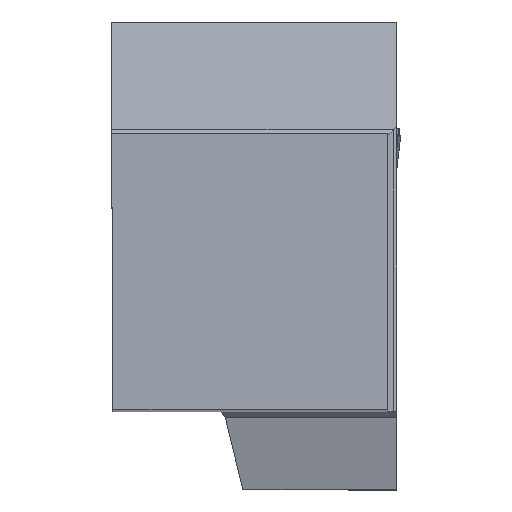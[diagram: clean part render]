
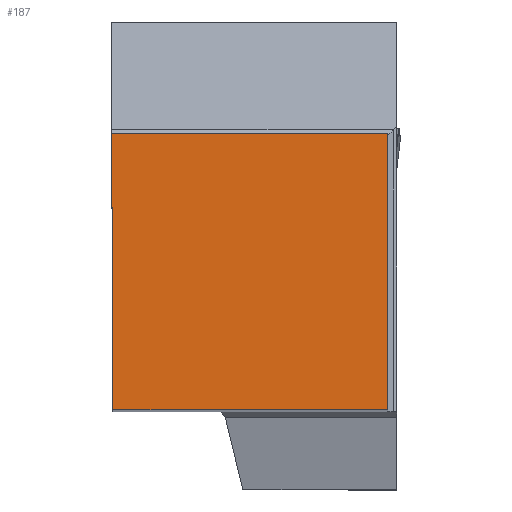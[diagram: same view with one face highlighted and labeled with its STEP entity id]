
A CAD part, top view. The second image highlights one B-rep face of the part: STEP entity #187.
In plain terms, the highlighted planar face has unit normal (0, 0, 1).
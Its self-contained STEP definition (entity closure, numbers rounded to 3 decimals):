
#187=ADVANCED_FACE('BLANK_BOXF006',(#309),#239,.F.);
#239=PLANE('',#1635);
#309=FACE_OUTER_BOUND('',#384,.T.);
#384=EDGE_LOOP('',(#734,#735,#736,#737));
#734=ORIENTED_EDGE('',*,*,#1151,.T.);
#735=ORIENTED_EDGE('',*,*,#1152,.T.);
#736=ORIENTED_EDGE('',*,*,#1147,.T.);
#737=ORIENTED_EDGE('',*,*,#1153,.T.);
#955=VERTEX_POINT('',#3863);
#956=VERTEX_POINT('',#3865);
#959=VERTEX_POINT('',#3873);
#960=VERTEX_POINT('',#3874);
#1147=EDGE_CURVE('',#956,#955,#1285,.T.);
#1151=EDGE_CURVE('',#959,#960,#1289,.T.);
#1152=EDGE_CURVE('',#960,#956,#1290,.T.);
#1153=EDGE_CURVE('',#955,#959,#1291,.T.);
#1285=LINE('',#3864,#1428);
#1289=LINE('',#3872,#1432);
#1290=LINE('',#3875,#1433);
#1291=LINE('',#3876,#1434);
#1428=VECTOR('',#1878,1.);
#1432=VECTOR('',#1884,1.);
#1433=VECTOR('',#1885,1.);
#1434=VECTOR('',#1886,1.);
#1635=AXIS2_PLACEMENT_3D('',#3877,#1887,#1888);
#1878=DIRECTION('',(0.004,-1.,0.));
#1884=DIRECTION('',(0.,1.,0.));
#1885=DIRECTION('',(-1.,0.,0.));
#1886=DIRECTION('',(1.,0.,0.));
#1887=DIRECTION('',(0.,0.,-1.));
#1888=DIRECTION('',(0.,-1.,0.));
#3863=CARTESIAN_POINT('',(0.109,0.,0.));
#3864=CARTESIAN_POINT('',(-0.549,150.649,0.));
#3865=CARTESIAN_POINT('',(0.,24.875,0.));
#3872=CARTESIAN_POINT('',(24.875,-150.65,0.));
#3873=CARTESIAN_POINT('',(24.875,0.,0.));
#3874=CARTESIAN_POINT('',(24.875,24.875,0.));
#3875=CARTESIAN_POINT('',(150.65,24.875,0.));
#3876=CARTESIAN_POINT('',(-150.65,0.,0.));
#3877=CARTESIAN_POINT('',(25.675,-7.,0.));
